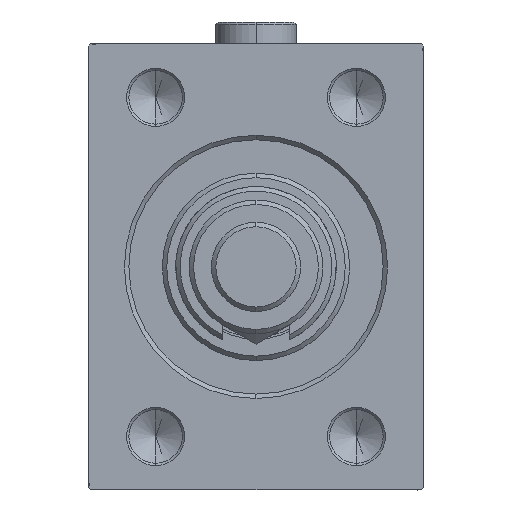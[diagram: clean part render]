
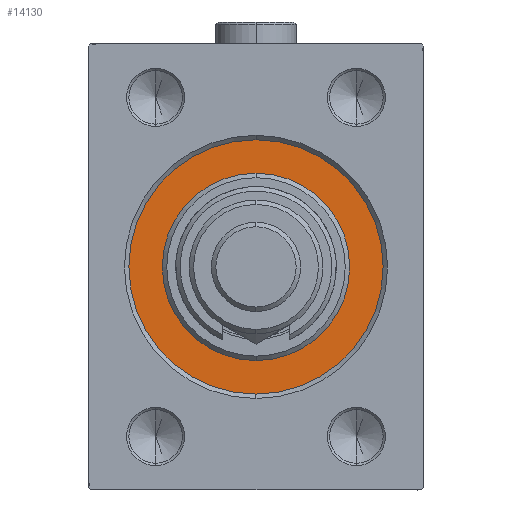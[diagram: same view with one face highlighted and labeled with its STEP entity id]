
A CAD part, left-side view. The second image highlights one B-rep face of the part: STEP entity #14130.
In plain terms, the highlighted face is planar.
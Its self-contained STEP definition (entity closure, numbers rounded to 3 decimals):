
#88 = AXIS2_PLACEMENT_3D ( 'NONE', #10001, #48275, #28644 ) ;
#845 = VERTEX_POINT ( 'NONE', #3536 ) ;
#1366 = FACE_OUTER_BOUND ( 'NONE', #35133, .T. ) ;
#1563 = CARTESIAN_POINT ( 'NONE',  ( 0., 0., -28.5 ) ) ;
#2142 = EDGE_CURVE ( 'NONE', #845, #31830, #41875, .T. ) ;
#2638 = DIRECTION ( 'NONE',  ( -1., 0., 0. ) ) ;
#3536 = CARTESIAN_POINT ( 'NONE',  ( 0., 0., 21. ) ) ;
#5043 = FACE_BOUND ( 'NONE', #20293, .T. ) ;
#5767 = VERTEX_POINT ( 'NONE', #17871 ) ;
#7629 = CARTESIAN_POINT ( 'NONE',  ( 0., 0., -21. ) ) ;
#7925 = AXIS2_PLACEMENT_3D ( 'NONE', #17847, #2638, #17603 ) ;
#9208 = CARTESIAN_POINT ( 'NONE',  ( 0., 0., 0. ) ) ;
#9603 = CARTESIAN_POINT ( 'NONE',  ( 0., 0., 0. ) ) ;
#9628 = DIRECTION ( 'NONE',  ( 1., 0., 0. ) ) ;
#10001 = CARTESIAN_POINT ( 'NONE',  ( 0., 0., 0. ) ) ;
#10272 = CIRCLE ( 'NONE', #7925, 28.5 ) ;
#12641 = DIRECTION ( 'NONE',  ( -1., 0., 0. ) ) ;
#13301 = CARTESIAN_POINT ( 'NONE',  ( 0., 0., 0. ) ) ;
#14130 = ADVANCED_FACE ( 'NONE', ( #5043, #1366 ), #30560, .F. ) ;
#17206 = ORIENTED_EDGE ( 'NONE', *, *, #27022, .F. ) ;
#17603 = DIRECTION ( 'NONE',  ( 0., 0., 1. ) ) ;
#17847 = CARTESIAN_POINT ( 'NONE',  ( 0., 0., 0. ) ) ;
#17871 = CARTESIAN_POINT ( 'NONE',  ( 0., 0., 28.5 ) ) ;
#20097 = ORIENTED_EDGE ( 'NONE', *, *, #41685, .F. ) ;
#20284 = ORIENTED_EDGE ( 'NONE', *, *, #41756, .F. ) ;
#20293 = EDGE_LOOP ( 'NONE', ( #39022, #20097 ) ) ;
#24566 = DIRECTION ( 'NONE',  ( -1., 0., 0. ) ) ;
#24592 = DIRECTION ( 'NONE',  ( 0., 0., -1. ) ) ;
#25250 = AXIS2_PLACEMENT_3D ( 'NONE', #9208, #12641, #45779 ) ;
#27022 = EDGE_CURVE ( 'NONE', #5767, #43364, #45158, .T. ) ;
#28644 = DIRECTION ( 'NONE',  ( 0., 0., -1. ) ) ;
#30560 = PLANE ( 'NONE',  #25250 ) ;
#31830 = VERTEX_POINT ( 'NONE', #7629 ) ;
#34064 = AXIS2_PLACEMENT_3D ( 'NONE', #13301, #9628, #24592 ) ;
#35133 = EDGE_LOOP ( 'NONE', ( #20284, #17206 ) ) ;
#35778 = AXIS2_PLACEMENT_3D ( 'NONE', #9603, #24566, #39546 ) ;
#39022 = ORIENTED_EDGE ( 'NONE', *, *, #2142, .F. ) ;
#39546 = DIRECTION ( 'NONE',  ( 0., 0., 1. ) ) ;
#41685 = EDGE_CURVE ( 'NONE', #31830, #845, #46445, .T. ) ;
#41756 = EDGE_CURVE ( 'NONE', #43364, #5767, #10272, .T. ) ;
#41875 = CIRCLE ( 'NONE', #34064, 21. ) ;
#43364 = VERTEX_POINT ( 'NONE', #1563 ) ;
#45158 = CIRCLE ( 'NONE', #35778, 28.5 ) ;
#45779 = DIRECTION ( 'NONE',  ( 0., 0., 1. ) ) ;
#46445 = CIRCLE ( 'NONE', #88, 21. ) ;
#48275 = DIRECTION ( 'NONE',  ( 1., 0., 0. ) ) ;
